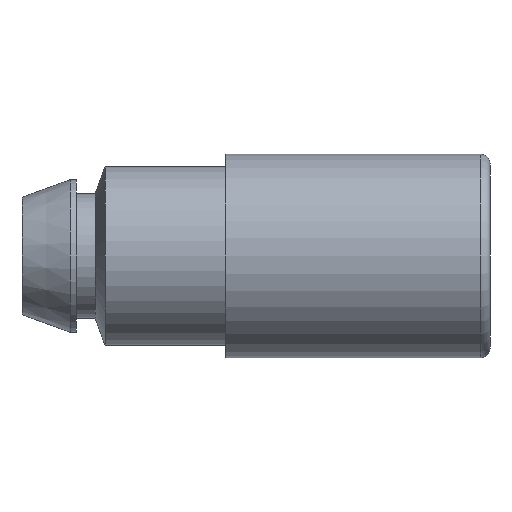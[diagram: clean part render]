
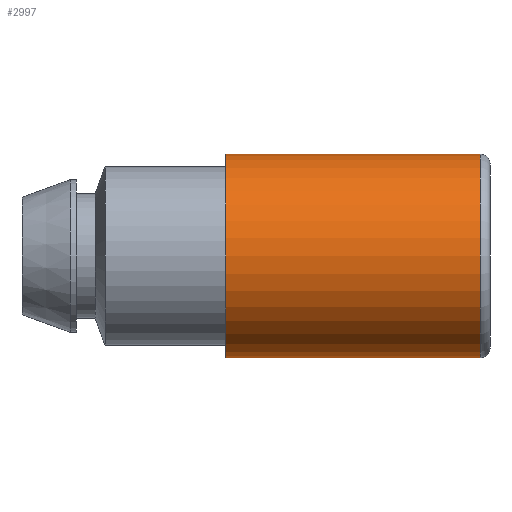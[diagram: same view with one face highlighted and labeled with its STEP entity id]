
A CAD part, left-side view. The second image highlights one B-rep face of the part: STEP entity #2997.
In plain terms, the highlighted cylindrical face has radius 8.128 mm (diameter 16.256 mm), a partial arc.
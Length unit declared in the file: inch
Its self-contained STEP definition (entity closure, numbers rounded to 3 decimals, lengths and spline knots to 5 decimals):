
#87 = VECTOR ( 'NONE', #3164, 39.37008 ) ;
#105 = VERTEX_POINT ( 'NONE', #2204 ) ;
#305 = VECTOR ( 'NONE', #1592, 39.37008 ) ;
#306 = DIRECTION ( 'NONE',  ( 0., 0., 1. ) ) ;
#436 = ORIENTED_EDGE ( 'NONE', *, *, #1979, .F. ) ;
#465 = VERTEX_POINT ( 'NONE', #2457 ) ;
#494 = CARTESIAN_POINT ( 'NONE',  ( 0., -0.06829, 0.32 ) ) ;
#561 = DIRECTION ( 'NONE',  ( 0., 0., -1. ) ) ;
#813 = AXIS2_PLACEMENT_3D ( 'NONE', #1060, #2142, #3227 ) ;
#996 = LINE ( 'NONE', #2076, #87 ) ;
#1054 = AXIS2_PLACEMENT_3D ( 'NONE', #1924, #3016, #561 ) ;
#1060 = CARTESIAN_POINT ( 'NONE',  ( 0., -0.06829, 0. ) ) ;
#1353 = AXIS2_PLACEMENT_3D ( 'NONE', #1684, #2781, #306 ) ;
#1395 = CARTESIAN_POINT ( 'NONE',  ( 0., 0.03, -0.32 ) ) ;
#1508 = VERTEX_POINT ( 'NONE', #2038 ) ;
#1562 = ORIENTED_EDGE ( 'NONE', *, *, #3238, .T. ) ;
#1568 = EDGE_LOOP ( 'NONE', ( #436, #1562, #2921, #2317 ) ) ;
#1592 = DIRECTION ( 'NONE',  ( 0., 1., 0. ) ) ;
#1684 = CARTESIAN_POINT ( 'NONE',  ( 0., 0.83, 0. ) ) ;
#1854 = EDGE_CURVE ( 'NONE', #105, #465, #2900, .T. ) ;
#1924 = CARTESIAN_POINT ( 'NONE',  ( 0., 0.03, 0. ) ) ;
#1979 = EDGE_CURVE ( 'NONE', #2114, #105, #996, .T. ) ;
#2038 = CARTESIAN_POINT ( 'NONE',  ( 0., 0.03, 0.32 ) ) ;
#2076 = CARTESIAN_POINT ( 'NONE',  ( 0., -0.06829, -0.32 ) ) ;
#2114 = VERTEX_POINT ( 'NONE', #1395 ) ;
#2142 = DIRECTION ( 'NONE',  ( 0., 1., 0. ) ) ;
#2204 = CARTESIAN_POINT ( 'NONE',  ( 0., 0.83, -0.32 ) ) ;
#2315 = EDGE_CURVE ( 'NONE', #1508, #465, #2947, .T. ) ;
#2317 = ORIENTED_EDGE ( 'NONE', *, *, #1854, .F. ) ;
#2421 = FACE_OUTER_BOUND ( 'NONE', #1568, .T. ) ;
#2457 = CARTESIAN_POINT ( 'NONE',  ( 0., 0.83, 0.32 ) ) ;
#2781 = DIRECTION ( 'NONE',  ( 0., 1., 0. ) ) ;
#2900 = CIRCLE ( 'NONE', #1353, 0.32 ) ;
#2921 = ORIENTED_EDGE ( 'NONE', *, *, #2315, .T. ) ;
#2947 = LINE ( 'NONE', #494, #305 ) ;
#2997 = ADVANCED_FACE ( 'NONE', ( #2421 ), #3482, .T. ) ;
#3016 = DIRECTION ( 'NONE',  ( 0., 1., 0. ) ) ;
#3043 = CIRCLE ( 'NONE', #1054, 0.32 ) ;
#3164 = DIRECTION ( 'NONE',  ( 0., 1., 0. ) ) ;
#3227 = DIRECTION ( 'NONE',  ( 0., 0., 1. ) ) ;
#3238 = EDGE_CURVE ( 'NONE', #2114, #1508, #3043, .T. ) ;
#3482 = CYLINDRICAL_SURFACE ( 'NONE', #813, 0.32 ) ;
